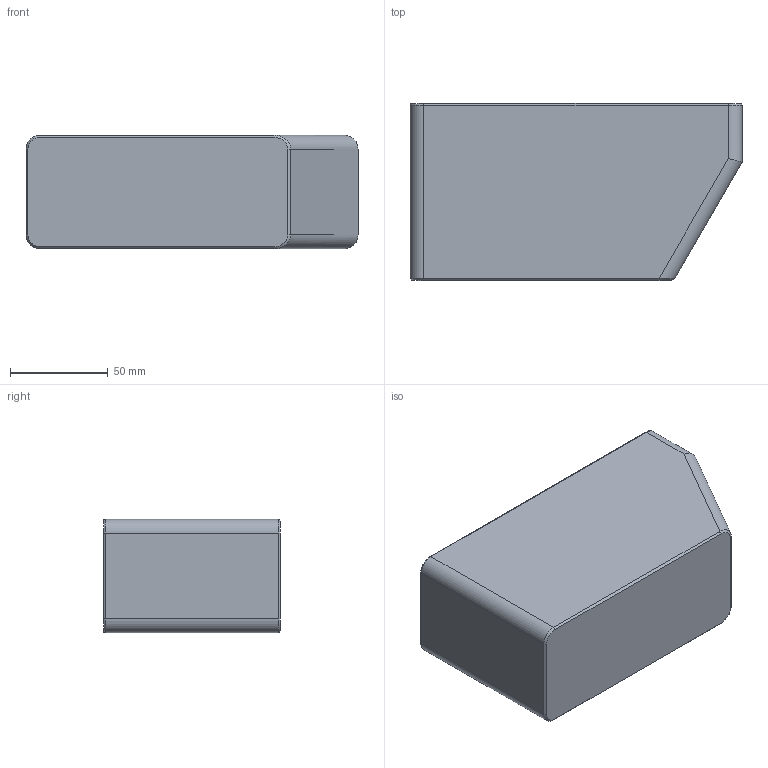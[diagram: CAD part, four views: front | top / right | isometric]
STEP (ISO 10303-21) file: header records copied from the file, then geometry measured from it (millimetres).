
FILE_DESCRIPTION(/* description */ (''),/* implementation_level */ '2;1');
FILE_NAME(/* name */ 'Chute Bucket A4.step',/* time_stamp */ '2024-01-26T15:36:55-07:00',/* author */ (''),/* organization */ (''),/* preprocessor_version */ 'ST-DEVELOPER v20',/* originating_system */ 'Autodesk Translation Framework v12.14.0.127',/* authorisation */ '');
FILE_SCHEMA (('AUTOMOTIVE_DESIGN { 1 0 10303 214 3 1 1 }'));
Length unit declared in the file: millimetre
Products named in the file (1): Poop Bucket
Bounding box: 169.93 x 90.5 x 58 mm (x, y, z)
Volume: 174922 mm3; surface area: 87545.8 mm2
Topology: 1 solids, 1 shells, 62 faces, 133 edges, 74 vertices
Faces by surface type: plane 21, cylinder 21, cone 6, sphere 6, bspline 4, torus 4
Entity records: 1746 total; most frequent: CARTESIAN_POINT 378, DIRECTION 291, ORIENTED_EDGE 266, EDGE_CURVE 133, AXIS2_PLACEMENT_3D 107, LINE 77, VECTOR 77, VERTEX_POINT 74
